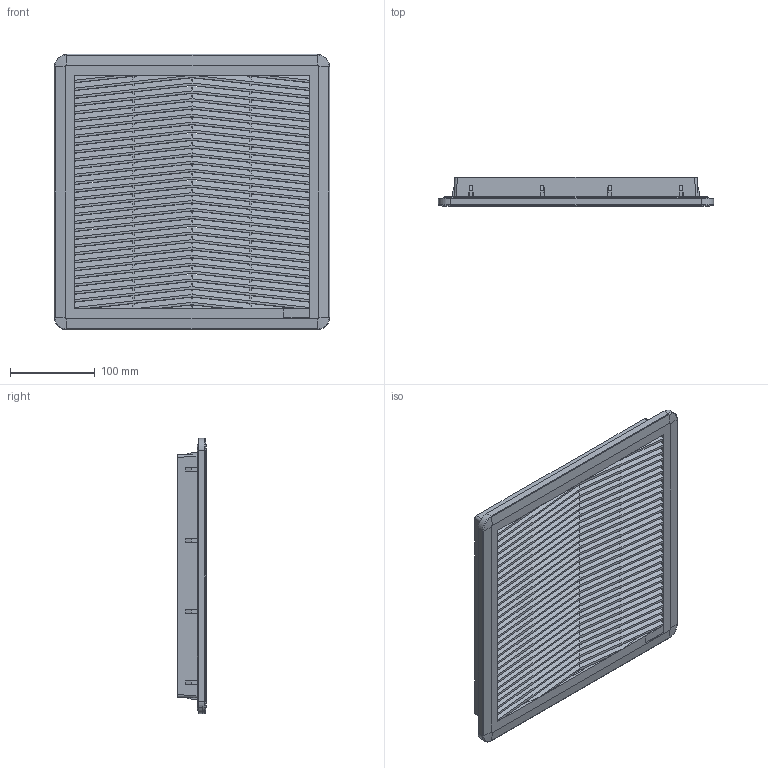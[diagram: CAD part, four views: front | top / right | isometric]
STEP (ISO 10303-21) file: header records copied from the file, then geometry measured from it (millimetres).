
FILE_DESCRIPTION((''),'2;1');
FILE_NAME('SCE-N12FGA1010','2013-09-11T',('alexcam'),(''),'PRO/ENGINEER BY PARAMETRIC TECHNOLOGY CORPORATION, 2010040','PRO/ENGINEER BY PARAMETRIC TECHNOLOGY CORPORATION, 2010040','');
FILE_SCHEMA(('AUTOMOTIVE_DESIGN_CC2 { 1 2 10303 214 -1 1 5 2 }'));
Products named in the file (1): SCE-N12FGA1010
Bounding box: 325 x 34 x 325 mm (x, y, z)
Surface area: 561880.7 mm2 (no closed solid volume)
Topology: 0 solids, 3 shells, 2529 faces, 7218 edges, 4423 vertices
Faces by surface type: plane 1422, cylinder 928, cone 83, bspline 74, torus 22
Entity records: 112895 total; most frequent: CARTESIAN_POINT 27952, ORIENTED_EDGE 14342, DIRECTION 11125, PRESENTATION_STYLE_ASSIGNMENT 7217, STYLED_ITEM 7217, CURVE_STYLE 7214, EDGE_CURVE 7214, VECTOR 5403
